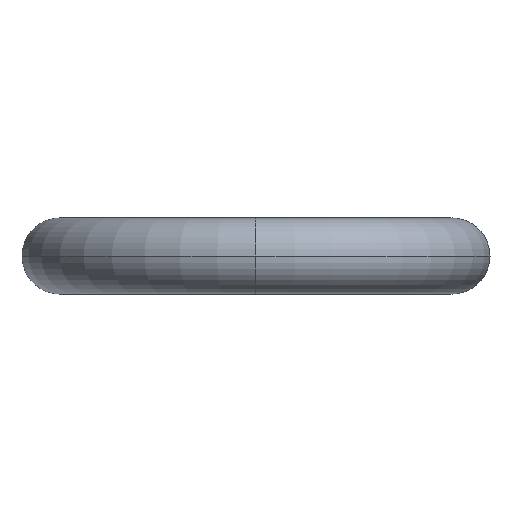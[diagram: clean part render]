
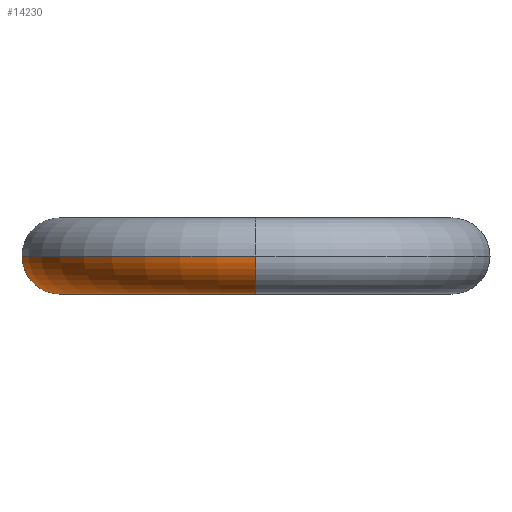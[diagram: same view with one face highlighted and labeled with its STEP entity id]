
A CAD part, left-side view. The second image highlights one B-rep face of the part: STEP entity #14230.
In plain terms, the highlighted toroidal (fillet/blend) face has major radius 6.2 mm and minor radius 1.2 mm.
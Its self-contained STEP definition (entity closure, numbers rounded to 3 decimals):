
#287 = VERTEX_POINT ( 'NONE', #12020 ) ;
#391 = CARTESIAN_POINT ( 'NONE',  ( -36.2, 2.4, 0. ) ) ;
#751 = ORIENTED_EDGE ( 'NONE', *, *, #7392, .F. ) ;
#1279 = CARTESIAN_POINT ( 'NONE',  ( -33.49, 6.602, 0. ) ) ;
#1306 = EDGE_CURVE ( 'NONE', #3963, #287, #13480, .T. ) ;
#2036 = ORIENTED_EDGE ( 'NONE', *, *, #6960, .F. ) ;
#2088 = CIRCLE ( 'NONE', #7386, 1.2 ) ;
#2150 = CARTESIAN_POINT ( 'NONE',  ( -41.2, 2.4, 0. ) ) ;
#2305 = VERTEX_POINT ( 'NONE', #2150 ) ;
#3156 = DIRECTION ( 'NONE',  ( -1., 0., 0. ) ) ;
#3888 = AXIS2_PLACEMENT_3D ( 'NONE', #10972, #12157, #13407 ) ;
#3963 = VERTEX_POINT ( 'NONE', #8223 ) ;
#4051 = DIRECTION ( 'NONE',  ( 0., 0., -1. ) ) ;
#4800 = EDGE_CURVE ( 'NONE', #287, #7648, #2088, .T. ) ;
#5803 = DIRECTION ( 'NONE',  ( -0.84, 0.542, 0. ) ) ;
#6453 = DIRECTION ( 'NONE',  ( -1., 0., 0. ) ) ;
#6953 = DIRECTION ( 'NONE',  ( 0., 0., -1. ) ) ;
#6960 = EDGE_CURVE ( 'NONE', #2305, #7648, #14685, .T. ) ;
#7001 = DIRECTION ( 'NONE',  ( 0., 0., -1. ) ) ;
#7008 = DIRECTION ( 'NONE',  ( -1., 0., 0. ) ) ;
#7386 = AXIS2_PLACEMENT_3D ( 'NONE', #12908, #5803, #7001 ) ;
#7392 = EDGE_CURVE ( 'NONE', #3963, #2305, #9127, .T. ) ;
#7648 = VERTEX_POINT ( 'NONE', #1279 ) ;
#8153 = ORIENTED_EDGE ( 'NONE', *, *, #1306, .T. ) ;
#8223 = CARTESIAN_POINT ( 'NONE',  ( -43.6, 2.4, 0. ) ) ;
#8675 = TOROIDAL_SURFACE ( 'NONE', #12911, 6.2, 1.2 ) ;
#9077 = CARTESIAN_POINT ( 'NONE',  ( -36.2, 2.4, 0. ) ) ;
#9127 = CIRCLE ( 'NONE', #3888, 1.2 ) ;
#9651 = AXIS2_PLACEMENT_3D ( 'NONE', #13017, #6953, #7008 ) ;
#10972 = CARTESIAN_POINT ( 'NONE',  ( -42.4, 2.4, 0. ) ) ;
#11072 = FACE_OUTER_BOUND ( 'NONE', #14567, .T. ) ;
#12020 = CARTESIAN_POINT ( 'NONE',  ( -32.19, 8.619, 0. ) ) ;
#12157 = DIRECTION ( 'NONE',  ( 0., -1., 0. ) ) ;
#12908 = CARTESIAN_POINT ( 'NONE',  ( -32.84, 7.611, 0. ) ) ;
#12911 = AXIS2_PLACEMENT_3D ( 'NONE', #9077, #13847, #3156 ) ;
#13017 = CARTESIAN_POINT ( 'NONE',  ( -36.2, 2.4, 0. ) ) ;
#13407 = DIRECTION ( 'NONE',  ( 0., 0., -1. ) ) ;
#13480 = CIRCLE ( 'NONE', #13998, 7.4 ) ;
#13847 = DIRECTION ( 'NONE',  ( 0., 0., -1. ) ) ;
#13998 = AXIS2_PLACEMENT_3D ( 'NONE', #391, #4051, #6453 ) ;
#14230 = ADVANCED_FACE ( 'NONE', ( #11072 ), #8675, .T. ) ;
#14567 = EDGE_LOOP ( 'NONE', ( #751, #8153, #15199, #2036 ) ) ;
#14685 = CIRCLE ( 'NONE', #9651, 5. ) ;
#15199 = ORIENTED_EDGE ( 'NONE', *, *, #4800, .T. ) ;
